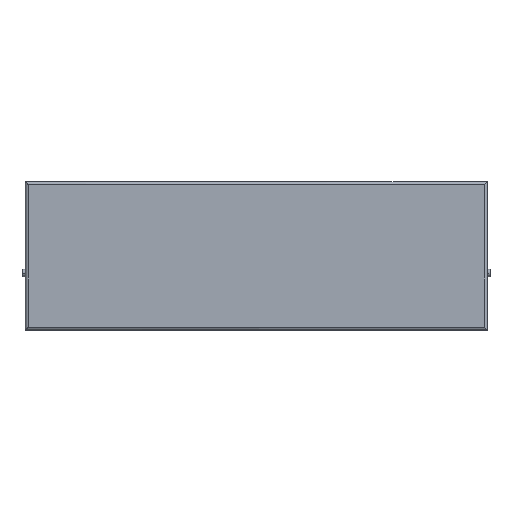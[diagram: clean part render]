
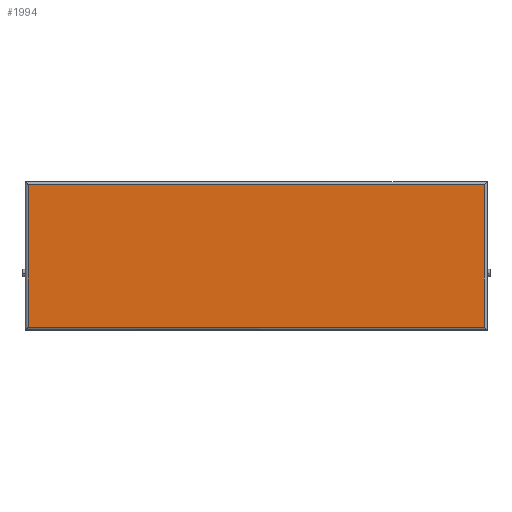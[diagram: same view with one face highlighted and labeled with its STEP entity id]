
A CAD part, top view. The second image highlights one B-rep face of the part: STEP entity #1994.
In plain terms, the highlighted planar face has unit normal (0, 0, 1).
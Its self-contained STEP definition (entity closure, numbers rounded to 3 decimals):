
#202 = CARTESIAN_POINT ( 'NONE',  ( 0., 0., 16. ) ) ;
#620 = EDGE_CURVE ( 'NONE', #1685, #6772, #1673, .T. ) ;
#995 = CARTESIAN_POINT ( 'NONE',  ( -60., 0., 16. ) ) ;
#1178 = ORIENTED_EDGE ( 'NONE', *, *, #5720, .T. ) ;
#1427 = CARTESIAN_POINT ( 'NONE',  ( 100., -25., 16. ) ) ;
#1516 = DIRECTION ( 'NONE',  ( 1., 0., 0. ) ) ;
#1673 = LINE ( 'NONE', #995, #3277 ) ;
#1685 = VERTEX_POINT ( 'NONE', #8146 ) ;
#1994 = ADVANCED_FACE ( 'NONE', ( #4425 ), #5630, .T. ) ;
#2096 = ORIENTED_EDGE ( 'NONE', *, *, #5977, .T. ) ;
#2141 = VERTEX_POINT ( 'NONE', #1427 ) ;
#2348 = ORIENTED_EDGE ( 'NONE', *, *, #620, .T. ) ;
#2367 = EDGE_LOOP ( 'NONE', ( #2348, #2096, #1178, #3931 ) ) ;
#2563 = EDGE_CURVE ( 'NONE', #6338, #1685, #5289, .T. ) ;
#2575 = VECTOR ( 'NONE', #8424, 1000. ) ;
#3277 = VECTOR ( 'NONE', #7195, 1000. ) ;
#3517 = LINE ( 'NONE', #8669, #2575 ) ;
#3745 = VECTOR ( 'NONE', #8379, 1000. ) ;
#3931 = ORIENTED_EDGE ( 'NONE', *, *, #2563, .T. ) ;
#4105 = DIRECTION ( 'NONE',  ( -1., 0., 0. ) ) ;
#4425 = FACE_OUTER_BOUND ( 'NONE', #2367, .T. ) ;
#5289 = LINE ( 'NONE', #8210, #7955 ) ;
#5548 = AXIS2_PLACEMENT_3D ( 'NONE', #202, #7670, #1516 ) ;
#5613 = CARTESIAN_POINT ( 'NONE',  ( 100., 25., 16. ) ) ;
#5630 = PLANE ( 'NONE',  #5548 ) ;
#5655 = CARTESIAN_POINT ( 'NONE',  ( 100., 0., 16. ) ) ;
#5720 = EDGE_CURVE ( 'NONE', #2141, #6338, #7403, .T. ) ;
#5977 = EDGE_CURVE ( 'NONE', #6772, #2141, #3517, .T. ) ;
#6338 = VERTEX_POINT ( 'NONE', #5613 ) ;
#6772 = VERTEX_POINT ( 'NONE', #7564 ) ;
#7195 = DIRECTION ( 'NONE',  ( 0., -1., 0. ) ) ;
#7403 = LINE ( 'NONE', #5655, #3745 ) ;
#7564 = CARTESIAN_POINT ( 'NONE',  ( -60., -25., 16. ) ) ;
#7670 = DIRECTION ( 'NONE',  ( 0., 0., 1. ) ) ;
#7955 = VECTOR ( 'NONE', #4105, 1000. ) ;
#8146 = CARTESIAN_POINT ( 'NONE',  ( -60., 25., 16. ) ) ;
#8210 = CARTESIAN_POINT ( 'NONE',  ( 0., 25., 16. ) ) ;
#8379 = DIRECTION ( 'NONE',  ( 0., 1., 0. ) ) ;
#8424 = DIRECTION ( 'NONE',  ( 1., 0., 0. ) ) ;
#8669 = CARTESIAN_POINT ( 'NONE',  ( 0., -25., 16. ) ) ;
